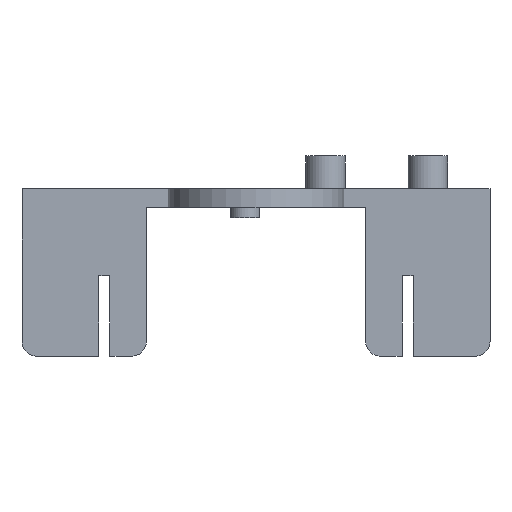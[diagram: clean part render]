
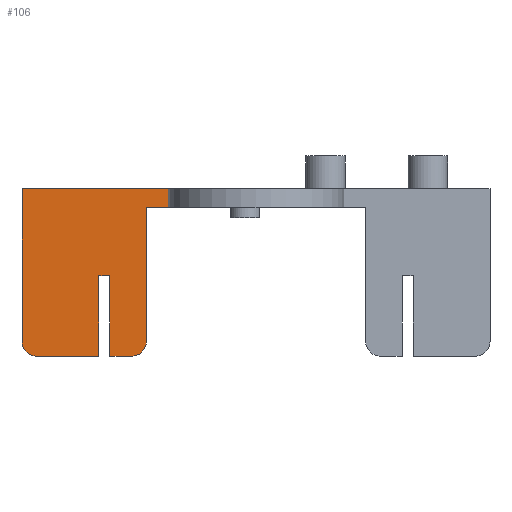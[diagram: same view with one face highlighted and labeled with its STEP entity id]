
A CAD part, front view. The second image highlights one B-rep face of the part: STEP entity #106.
In plain terms, the highlighted planar face has unit normal (0, -1, 0).
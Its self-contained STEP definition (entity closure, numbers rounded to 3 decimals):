
#55 = CARTESIAN_POINT ( 'NONE',  ( -32., -15.5, 2.5 ) ) ;
#57 = VERTEX_POINT ( 'NONE', #1431 ) ;
#76 = DIRECTION ( 'NONE',  ( 0., 0., 1. ) ) ;
#82 = CARTESIAN_POINT ( 'NONE',  ( -20., -15.5, 2.5 ) ) ;
#84 = CIRCLE ( 'NONE', #243, 2. ) ;
#95 = VECTOR ( 'NONE', #407, 1000. ) ;
#106 = ADVANCED_FACE ( 'NONE', ( #499 ), #1434, .F. ) ;
#175 = VERTEX_POINT ( 'NONE', #1310 ) ;
#189 = CARTESIAN_POINT ( 'NONE',  ( -15., -15.5, 0. ) ) ;
#220 = AXIS2_PLACEMENT_3D ( 'NONE', #736, #1705, #902 ) ;
#225 = VECTOR ( 'NONE', #1622, 1000. ) ;
#243 = AXIS2_PLACEMENT_3D ( 'NONE', #1702, #893, #1791 ) ;
#246 = DIRECTION ( 'NONE',  ( -1., 0., 0. ) ) ;
#253 = DIRECTION ( 'NONE',  ( 0., 0., 1. ) ) ;
#275 = LINE ( 'NONE', #1572, #1109 ) ;
#345 = ORIENTED_EDGE ( 'NONE', *, *, #1018, .T. ) ;
#407 = DIRECTION ( 'NONE',  ( 1., 0., 0. ) ) ;
#453 = ORIENTED_EDGE ( 'NONE', *, *, #1022, .T. ) ;
#461 = ORIENTED_EDGE ( 'NONE', *, *, #899, .T. ) ;
#474 = LINE ( 'NONE', #1594, #1295 ) ;
#499 = FACE_OUTER_BOUND ( 'NONE', #1578, .T. ) ;
#500 = CARTESIAN_POINT ( 'NONE',  ( -20., -15.5, -20.4 ) ) ;
#504 = LINE ( 'NONE', #575, #1385 ) ;
#516 = VERTEX_POINT ( 'NONE', #1030 ) ;
#539 = LINE ( 'NONE', #1375, #95 ) ;
#558 = DIRECTION ( 'NONE',  ( -1., 0., 0. ) ) ;
#566 = AXIS2_PLACEMENT_3D ( 'NONE', #1441, #1408, #1400 ) ;
#575 = CARTESIAN_POINT ( 'NONE',  ( -21.5, -15.5, 2.5 ) ) ;
#576 = ORIENTED_EDGE ( 'NONE', *, *, #999, .T. ) ;
#580 = DIRECTION ( 'NONE',  ( 0., 0., -1. ) ) ;
#623 = CARTESIAN_POINT ( 'NONE',  ( -12., -15.5, 2.5 ) ) ;
#643 = CARTESIAN_POINT ( 'NONE',  ( -21.5, -15.5, -20.4 ) ) ;
#729 = CARTESIAN_POINT ( 'NONE',  ( -15., -15.5, -20.4 ) ) ;
#736 = CARTESIAN_POINT ( 'NONE',  ( -30., -15.5, -18.4 ) ) ;
#769 = ORIENTED_EDGE ( 'NONE', *, *, #982, .F. ) ;
#781 = EDGE_CURVE ( 'NONE', #1646, #1424, #275, .T. ) ;
#811 = CARTESIAN_POINT ( 'NONE',  ( -12., -15.5, 2.5 ) ) ;
#856 = CARTESIAN_POINT ( 'NONE',  ( -32., -15.5, -18.4 ) ) ;
#861 = EDGE_CURVE ( 'NONE', #1597, #57, #1164, .T. ) ;
#862 = VERTEX_POINT ( 'NONE', #623 ) ;
#883 = VECTOR ( 'NONE', #1743, 1000. ) ;
#893 = DIRECTION ( 'NONE',  ( 0., -1., 0. ) ) ;
#899 = EDGE_CURVE ( 'NONE', #57, #862, #1614, .T. ) ;
#902 = DIRECTION ( 'NONE',  ( 0., 0., 1. ) ) ;
#910 = VECTOR ( 'NONE', #76, 1000. ) ;
#921 = VECTOR ( 'NONE', #580, 1000. ) ;
#967 = VECTOR ( 'NONE', #1370, 1000. ) ;
#982 = EDGE_CURVE ( 'NONE', #1326, #862, #1415, .T. ) ;
#995 = EDGE_CURVE ( 'NONE', #1646, #1618, #84, .T. ) ;
#999 = EDGE_CURVE ( 'NONE', #1618, #1597, #1334, .T. ) ;
#1001 = EDGE_CURVE ( 'NONE', #1661, #1326, #1632, .T. ) ;
#1004 = ORIENTED_EDGE ( 'NONE', *, *, #1014, .F. ) ;
#1006 = EDGE_CURVE ( 'NONE', #1661, #175, #1376, .T. ) ;
#1014 = EDGE_CURVE ( 'NONE', #1311, #175, #474, .T. ) ;
#1018 = EDGE_CURVE ( 'NONE', #1311, #1532, #504, .T. ) ;
#1022 = EDGE_CURVE ( 'NONE', #1532, #516, #539, .T. ) ;
#1027 = EDGE_CURVE ( 'NONE', #516, #1424, #1342, .T. ) ;
#1030 = CARTESIAN_POINT ( 'NONE',  ( -20., -15.5, -9.4 ) ) ;
#1090 = ORIENTED_EDGE ( 'NONE', *, *, #861, .T. ) ;
#1109 = VECTOR ( 'NONE', #558, 1000. ) ;
#1119 = ORIENTED_EDGE ( 'NONE', *, *, #1027, .T. ) ;
#1164 = LINE ( 'NONE', #1516, #225 ) ;
#1165 = ORIENTED_EDGE ( 'NONE', *, *, #1001, .F. ) ;
#1195 = CARTESIAN_POINT ( 'NONE',  ( -15., -15.5, -18.4 ) ) ;
#1236 = CARTESIAN_POINT ( 'NONE',  ( -32., -15.5, 2.5 ) ) ;
#1295 = VECTOR ( 'NONE', #246, 1000. ) ;
#1310 = CARTESIAN_POINT ( 'NONE',  ( -30., -15.5, -20.4 ) ) ;
#1311 = VERTEX_POINT ( 'NONE', #643 ) ;
#1326 = VERTEX_POINT ( 'NONE', #1642 ) ;
#1334 = LINE ( 'NONE', #729, #910 ) ;
#1342 = LINE ( 'NONE', #82, #921 ) ;
#1343 = ORIENTED_EDGE ( 'NONE', *, *, #1006, .T. ) ;
#1370 = DIRECTION ( 'NONE',  ( 0., 0., 1. ) ) ;
#1375 = CARTESIAN_POINT ( 'NONE',  ( -32., -15.5, -9.4 ) ) ;
#1376 = CIRCLE ( 'NONE', #220, 2. ) ;
#1385 = VECTOR ( 'NONE', #253, 1000. ) ;
#1400 = DIRECTION ( 'NONE',  ( 0., 0., 1. ) ) ;
#1408 = DIRECTION ( 'NONE',  ( 0., 1., 0. ) ) ;
#1415 = LINE ( 'NONE', #55, #1672 ) ;
#1424 = VERTEX_POINT ( 'NONE', #500 ) ;
#1431 = CARTESIAN_POINT ( 'NONE',  ( -12., -15.5, 0. ) ) ;
#1434 = PLANE ( 'NONE',  #566 ) ;
#1441 = CARTESIAN_POINT ( 'NONE',  ( -32., -15.5, 2.5 ) ) ;
#1450 = CARTESIAN_POINT ( 'NONE',  ( -21.5, -15.5, -9.4 ) ) ;
#1516 = CARTESIAN_POINT ( 'NONE',  ( -32., -15.5, 0. ) ) ;
#1532 = VERTEX_POINT ( 'NONE', #1450 ) ;
#1572 = CARTESIAN_POINT ( 'NONE',  ( -32., -15.5, -20.4 ) ) ;
#1578 = EDGE_LOOP ( 'NONE', ( #1827, #1664, #576, #1090, #461, #769, #1165, #1343, #1004, #345, #453, #1119 ) ) ;
#1594 = CARTESIAN_POINT ( 'NONE',  ( -32., -15.5, -20.4 ) ) ;
#1597 = VERTEX_POINT ( 'NONE', #189 ) ;
#1614 = LINE ( 'NONE', #811, #883 ) ;
#1618 = VERTEX_POINT ( 'NONE', #1195 ) ;
#1622 = DIRECTION ( 'NONE',  ( 1., 0., 0. ) ) ;
#1632 = LINE ( 'NONE', #1236, #967 ) ;
#1642 = CARTESIAN_POINT ( 'NONE',  ( -32., -15.5, 2.5 ) ) ;
#1646 = VERTEX_POINT ( 'NONE', #1767 ) ;
#1661 = VERTEX_POINT ( 'NONE', #856 ) ;
#1664 = ORIENTED_EDGE ( 'NONE', *, *, #995, .T. ) ;
#1672 = VECTOR ( 'NONE', #1697, 1000. ) ;
#1697 = DIRECTION ( 'NONE',  ( 1., 0., 0. ) ) ;
#1702 = CARTESIAN_POINT ( 'NONE',  ( -17., -15.5, -18.4 ) ) ;
#1705 = DIRECTION ( 'NONE',  ( 0., -1., 0. ) ) ;
#1743 = DIRECTION ( 'NONE',  ( 0., 0., 1. ) ) ;
#1767 = CARTESIAN_POINT ( 'NONE',  ( -17., -15.5, -20.4 ) ) ;
#1791 = DIRECTION ( 'NONE',  ( 0., 0., 1. ) ) ;
#1827 = ORIENTED_EDGE ( 'NONE', *, *, #781, .F. ) ;
